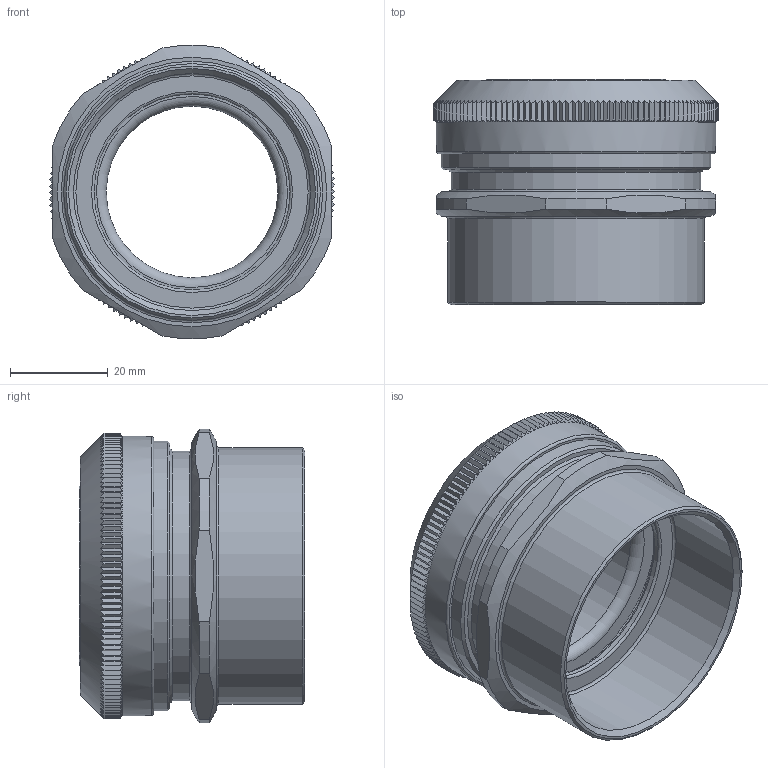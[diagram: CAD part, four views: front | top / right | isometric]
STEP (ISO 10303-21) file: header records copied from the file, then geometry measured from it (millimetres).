
FILE_DESCRIPTION(/* description */ (''),/* implementation_level */ '2;1');
FILE_NAME(/* name */ '',/* time_stamp */ '2025-06-27T14:14:34+07:00',/* author */ ('zeta-72'),/* organization */ (''),/* preprocessor_version */ 'ST-DEVELOPER v19.2',/* originating_system */ 'Autodesk Inventor 2024',/* authorisation */ '');
FILE_SCHEMA (('AUTOMOTIVE_DESIGN { 1 0 10303 214 3 1 1 }'));
Length unit declared in the file: millimetre
Products named in the file (1): Сборка МВВ-
М50-МР38_Упростить_
1
Bounding box: 58.32 x 46 x 59.86 mm (x, y, z)
Volume: 29414.8 mm3; surface area: 26250.9 mm2
Topology: 2 solids, 2 shells, 1060 faces, 2849 edges, 1803 vertices
Faces by surface type: plane 588, cone 441, cylinder 21, torus 8, bspline 2
Full cylindrical faces by diameter (mm): 35 x1, 36.6 x1, 40 x1, 44 x1, 46 x1, 46.8 x1, 47 x1, 48.4 x1, 51 x1, 52.4 x1, 55 x1, 57 x1
Entity records: 33028 total; most frequent: CARTESIAN_POINT 8517, ORIENTED_EDGE 5698, DIRECTION 4311, EDGE_CURVE 2849, VERTEX_POINT 1803, AXIS2_PLACEMENT_3D 1565, LINE 1181, VECTOR 1181
